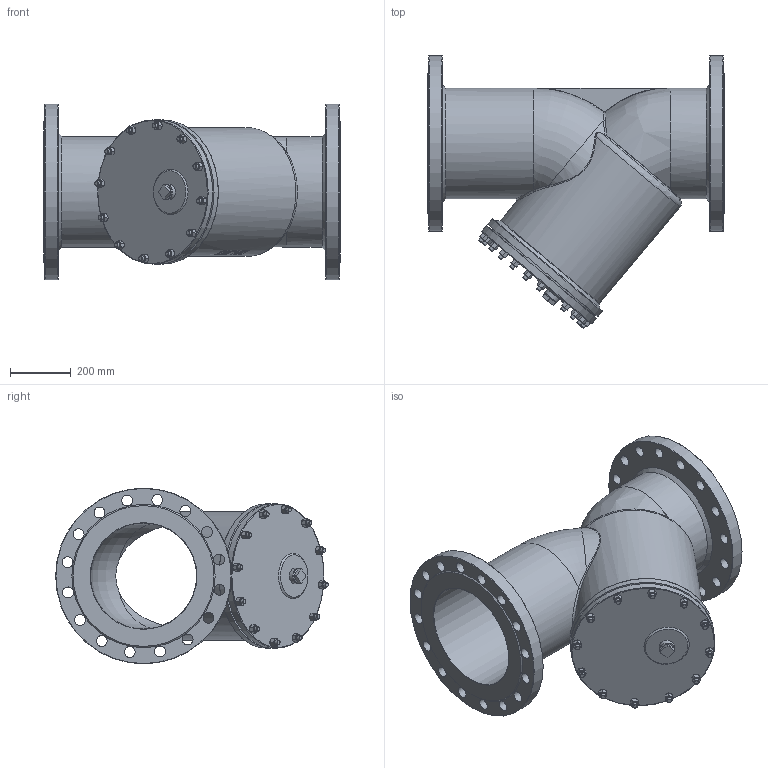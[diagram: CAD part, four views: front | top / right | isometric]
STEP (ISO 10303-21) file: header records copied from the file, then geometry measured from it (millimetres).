
FILE_DESCRIPTION(/* description */ (''),/* implementation_level */ '2;1');
FILE_NAME(/* name */ 'DN350_3D_STEP.stp',/* time_stamp */ '2025-12-19T00:18:51+03:00',/* author */ ('igorr'),/* organization */ (''),/* preprocessor_version */ 'ST-DEVELOPER v20',/* originating_system */ 'Autodesk Inventor 2025',/* authorisation */ '');
FILE_SCHEMA (('AUTOMOTIVE_DESIGN { 1 0 10303 214 3 1 1 }'));
Length unit declared in the file: millimetre
Products named in the file (3): Сборка; Деталь1; ANSI B18.2.4.2M - M16x2
Assembly tree (13 placements, depth 2):
  Сборка
    Деталь1
    ANSI B18.2.4.2M - M16x2  x12
Bounding box: 980 x 900.01 x 580 mm (x, y, z)
Volume: 63887760 mm3; surface area: 3833311.8 mm2
Topology: 13 solids, 13 shells, 558 faces, 1277 edges, 779 vertices
Faces by surface type: cone 190, plane 182, cylinder 110, bspline 55, torus 21
Full cylindrical faces by diameter (mm): 13.835 x12, 15 x24, 36 x32, 50 x1, 350 x2, 366 x2, 426 x2, 476 x2, 580 x2
Entity records: 11281 total; most frequent: CARTESIAN_POINT 3707, DIRECTION 1498, ORIENTED_EDGE 1442, EDGE_CURVE 721, AXIS2_PLACEMENT_3D 651, VERTEX_POINT 460, EDGE_LOOP 413, FACE_OUTER_BOUND 305
